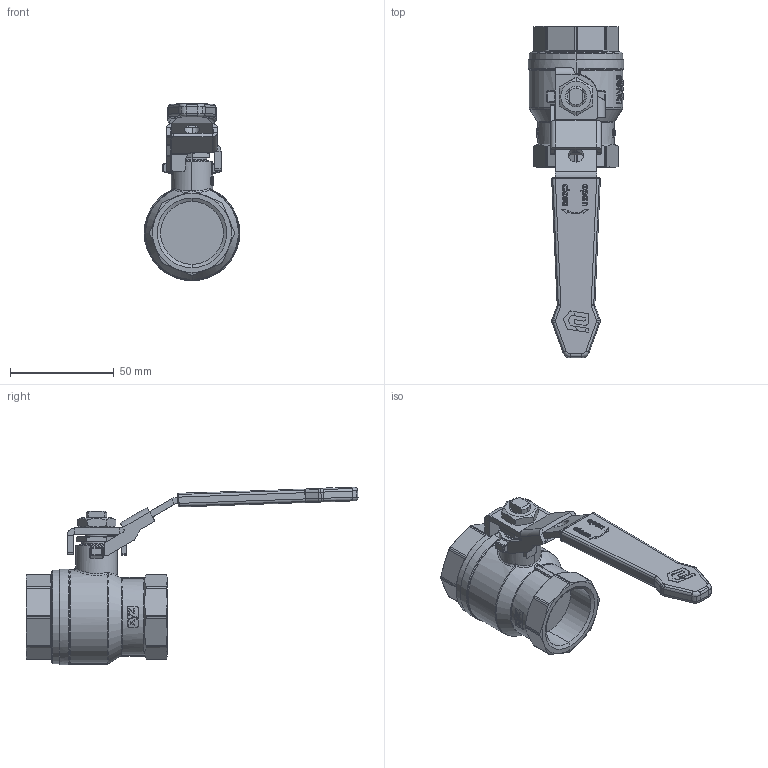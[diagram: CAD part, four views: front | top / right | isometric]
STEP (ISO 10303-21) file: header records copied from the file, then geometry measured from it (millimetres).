
FILE_DESCRIPTION(('HOOPS Exchange Step'),'2;1');
FILE_NAME('GK05_DN25.stp','2025-11-06T08:32:28+01:00',('nieru'),('Unknown organisation'),'HOOPS Exchange 2024.2','HOOPS Exchange','Unknown authorisation');
FILE_SCHEMA( ('AP203_CONFIGURATION_CONTROLLED_3D_DESIGN_OF_MECHANICAL_PARTS_AND_ASSEMBLIES_MIM_LF') );
Length unit declared in the file: millimetre
Products named in the file (2): 0; root
Assembly tree (1 placements, depth 2):
  root
    0
Bounding box: 46 x 159.9 x 85.39 mm (x, y, z)
Volume: 93952.1 mm3; surface area: 26173.1 mm2
Topology: 2 solids, 2 shells, 1094 faces, 2830 edges, 1780 vertices
Faces by surface type: plane 361, bspline 347, cylinder 279, cone 56, torus 39, sphere 12
Entity records: 42666 total; most frequent: CARTESIAN_POINT 19168, ORIENTED_EDGE 5610, DIRECTION 3501, EDGE_CURVE 2805, VERTEX_POINT 1780, AXIS2_PLACEMENT_3D 1285, B_SPLINE_CURVE_WITH_KNOTS 1181, EDGE_LOOP 1161
